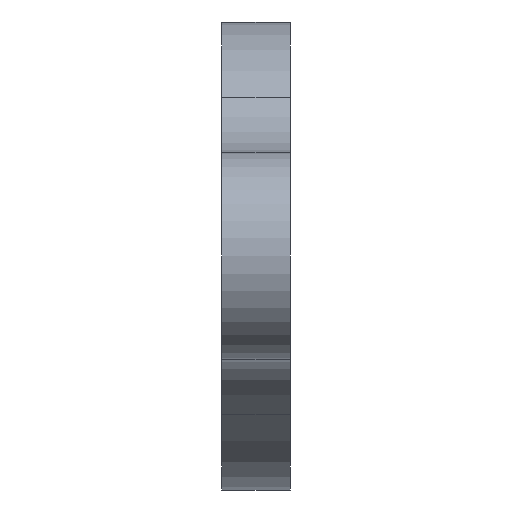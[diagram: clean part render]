
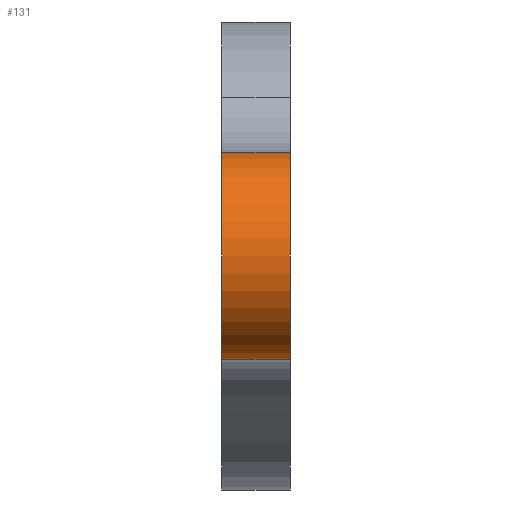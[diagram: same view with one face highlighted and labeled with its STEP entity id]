
A CAD part, front view. The second image highlights one B-rep face of the part: STEP entity #131.
In plain terms, the highlighted cylindrical face has radius 3 mm (diameter 6 mm), a partial arc.
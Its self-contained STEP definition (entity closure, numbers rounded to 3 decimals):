
#92=CARTESIAN_POINT('Axis2P3D Location',(104.,17.5,10.)) ;
#97=CARTESIAN_POINT('Line Origine',(104.,17.5,13.)) ;
#101=CARTESIAN_POINT('Vertex',(103.,17.5,13.)) ;
#103=CARTESIAN_POINT('Vertex',(105.,17.5,13.)) ;
#106=CARTESIAN_POINT('Axis2P3D Location',(103.,17.5,10.)) ;
#110=CARTESIAN_POINT('Vertex',(103.,17.5,7.)) ;
#113=CARTESIAN_POINT('Line Origine',(104.,17.5,7.)) ;
#117=CARTESIAN_POINT('Vertex',(105.,17.5,7.)) ;
#120=CARTESIAN_POINT('Axis2P3D Location',(105.,17.5,10.)) ;
#93=DIRECTION('Axis2P3D Direction',(1.,0.,0.)) ;
#94=DIRECTION('Axis2P3D XDirection',(0.,0.,1.)) ;
#98=DIRECTION('Vector Direction',(1.,0.,0.)) ;
#107=DIRECTION('Axis2P3D Direction',(1.,0.,0.)) ;
#114=DIRECTION('Vector Direction',(1.,0.,0.)) ;
#121=DIRECTION('Axis2P3D Direction',(1.,0.,0.)) ;
#95=AXIS2_PLACEMENT_3D('Cylinder Axis2P3D',#92,#93,#94) ;
#108=AXIS2_PLACEMENT_3D('Circle Axis2P3D',#106,#107,$) ;
#122=AXIS2_PLACEMENT_3D('Circle Axis2P3D',#120,#121,$) ;
#126=ORIENTED_EDGE('',*,*,#105,.F.) ;
#127=ORIENTED_EDGE('',*,*,#112,.T.) ;
#128=ORIENTED_EDGE('',*,*,#119,.T.) ;
#129=ORIENTED_EDGE('',*,*,#124,.F.) ;
#99=VECTOR('Line Direction',#98,1.) ;
#115=VECTOR('Line Direction',#114,1.) ;
#131=ADVANCED_FACE('Main reciprocating arm',(#130),#96,.T.) ;
#109=CIRCLE('generated circle',#108,3.) ;
#123=CIRCLE('generated circle',#122,3.) ;
#96=CYLINDRICAL_SURFACE('generated cylinder',#95,3.) ;
#105=EDGE_CURVE('',#102,#104,#100,.T.) ;
#112=EDGE_CURVE('',#102,#111,#109,.T.) ;
#119=EDGE_CURVE('',#111,#118,#116,.T.) ;
#124=EDGE_CURVE('',#104,#118,#123,.T.) ;
#125=EDGE_LOOP('',(#126,#127,#128,#129)) ;
#130=FACE_OUTER_BOUND('',#125,.T.) ;
#100=LINE('Line',#97,#99) ;
#116=LINE('Line',#113,#115) ;
#102=VERTEX_POINT('',#101) ;
#104=VERTEX_POINT('',#103) ;
#111=VERTEX_POINT('',#110) ;
#118=VERTEX_POINT('',#117) ;
